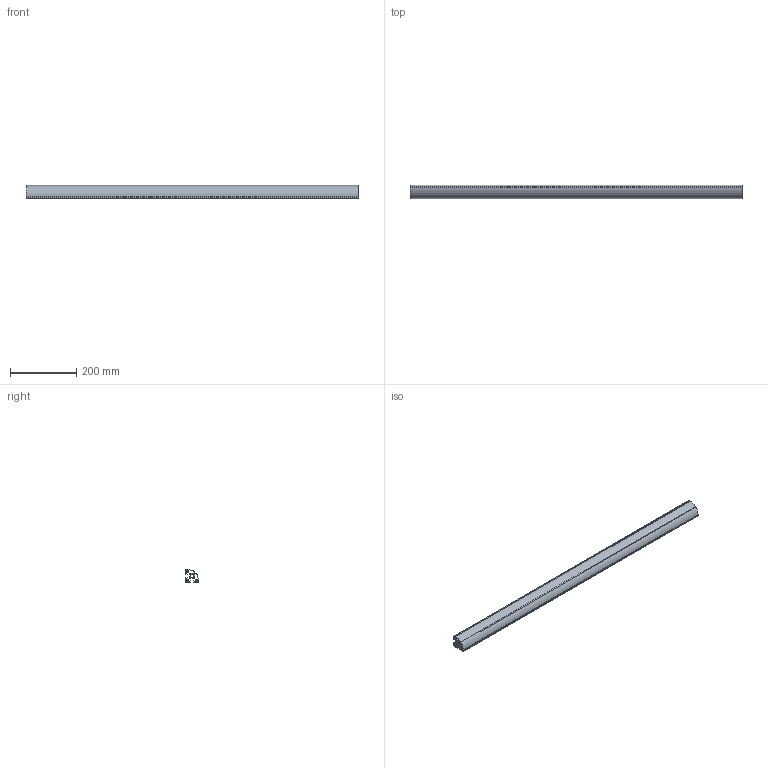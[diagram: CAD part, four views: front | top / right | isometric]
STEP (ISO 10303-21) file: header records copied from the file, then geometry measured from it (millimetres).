
FILE_DESCRIPTION(('STEP AP214'),'1');
FILE_NAME('cctmp_7F9DA0A8-59F8-474D-967A-8F2D1B2B69ED_2020_1_20_9_56_25_819..stp','2020-01-20T08:56:25',('Bosch Rexroth AG'),('CADClick - www.CADClick.com'),'Spatial InterOp 3D',' ','unknown authorization - (Healing Option Enabled)');
FILE_SCHEMA(('AUTOMOTIVE_DESIGN'));
Length unit declared in the file: millimetre
Products named in the file (1): 2020_01_20__09-56-25-819
Bounding box: 1000 x 40 x 40 mm (x, y, z)
Volume: 491974.5 mm3; surface area: 465629 mm2
Topology: 1 solids, 1 shells, 102 faces, 300 edges, 200 vertices
Faces by surface type: plane 86, cylinder 16
Entity records: 4212 total; most frequent: CARTESIAN_POINT 603, ORIENTED_EDGE 600, DIRECTION 538, EDGE_CURVE 300, LINE 268, VECTOR 268, VERTEX_POINT 200, AXIS2_PLACEMENT_3D 135
